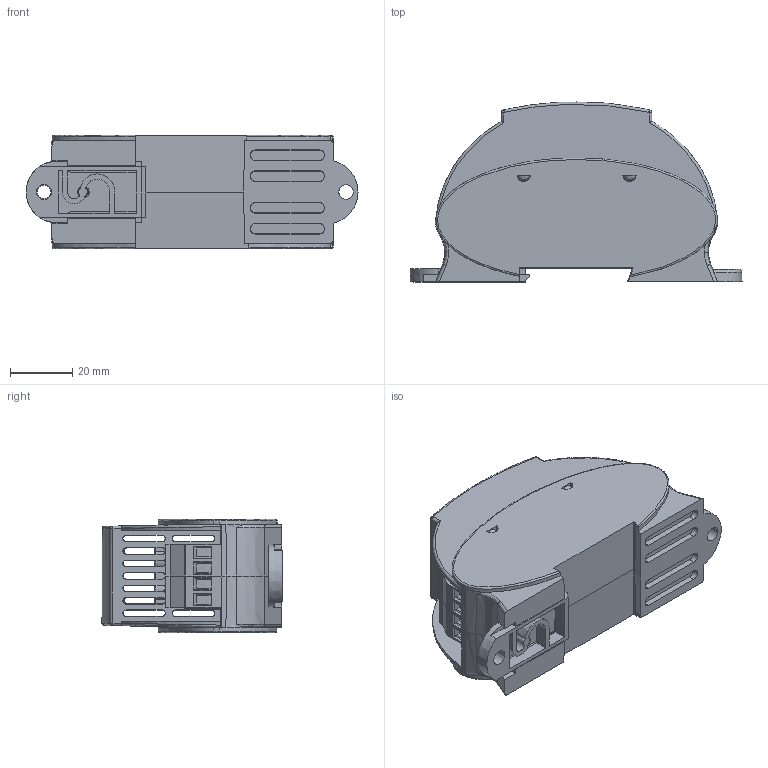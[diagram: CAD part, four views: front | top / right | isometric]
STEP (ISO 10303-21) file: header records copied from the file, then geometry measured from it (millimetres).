
FILE_DESCRIPTION (( 'STEP AP214' ), '1' );
FILE_NAME ('VDCT015-42-24.STEP', '2023-10-30T23:53:34', ( '' ), ( '' ), 'SwSTEP 2.0', 'SolidWorks 2021', '' );
FILE_SCHEMA (( 'AUTOMOTIVE_DESIGN' ));
Length unit declared in the file: inch
Products named in the file (1): VDCT015-42-24
Bounding box: 106.75 x 57.9 x 36.44 mm (x, y, z)
Volume: 52145.2 mm3; surface area: 50567.2 mm2
Topology: 7 solids, 7 shells, 895 faces, 2449 edges, 1608 vertices
Faces by surface type: plane 538, cylinder 166, cone 121, bspline 60, torus 8, sphere 2
Entity records: 41084 total; most frequent: CARTESIAN_POINT 18854, ORIENTED_EDGE 4890, DIRECTION 4183, EDGE_CURVE 2445, VERTEX_POINT 1606, LINE 1595, VECTOR 1595, AXIS2_PLACEMENT_3D 1294
